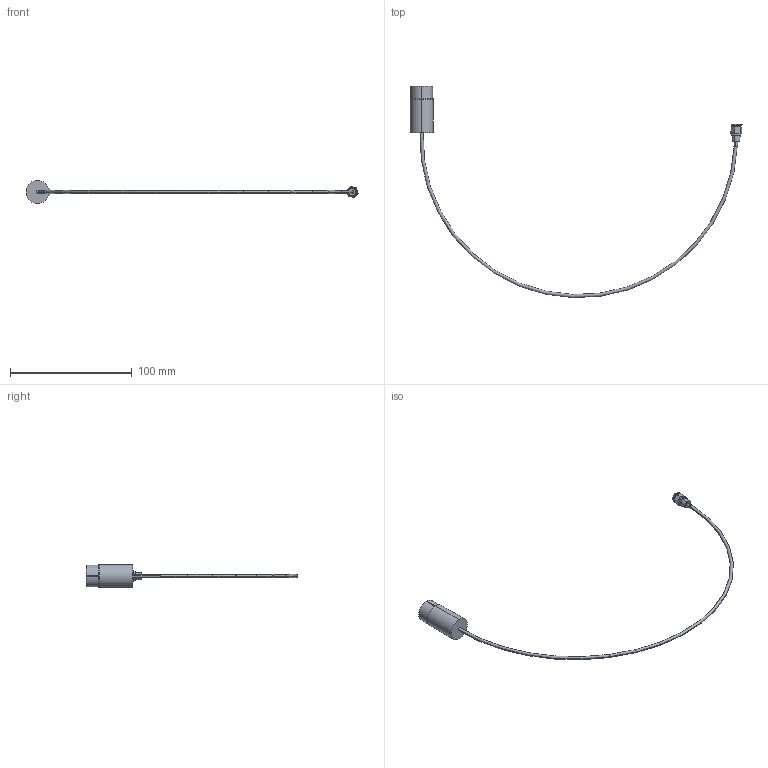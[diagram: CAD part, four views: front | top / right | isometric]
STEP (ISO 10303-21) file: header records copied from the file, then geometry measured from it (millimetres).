
FILE_DESCRIPTION (( 'STEP AP203' ), '1' );
FILE_NAME ('A7307-5-CN.STEP', '2013-11-19T13:15:40', ( '' ), ( '' ), 'SwSTEP 2.0', 'SolidWorks 2012', '' );
FILE_SCHEMA (( 'CONFIG_CONTROL_DESIGN' ));
Length unit declared in the file: inch
Products named in the file (3): A7300 MALE SMA PART_   ; A7307-5-CN; A7301-3_JUST CABLE
Assembly tree (2 placements, depth 2):
  A7307-5-CN
    A7301-3_JUST CABLE
    A7300 MALE SMA PART_   
Bounding box: 272.72 x 173.47 x 19.05 mm (x, y, z)
Volume: 8771.1 mm3; surface area: 8622.6 mm2
Topology: 3 solids, 6 shells, 109 faces, 244 edges, 160 vertices
Faces by surface type: plane 52, cylinder 50, torus 7
Entity records: 3522 total; most frequent: CARTESIAN_POINT 660, DIRECTION 583, ORIENTED_EDGE 488, EDGE_CURVE 244, AXIS2_PLACEMENT_3D 233, VERTEX_POINT 160, EDGE_LOOP 132, CIRCLE 119
